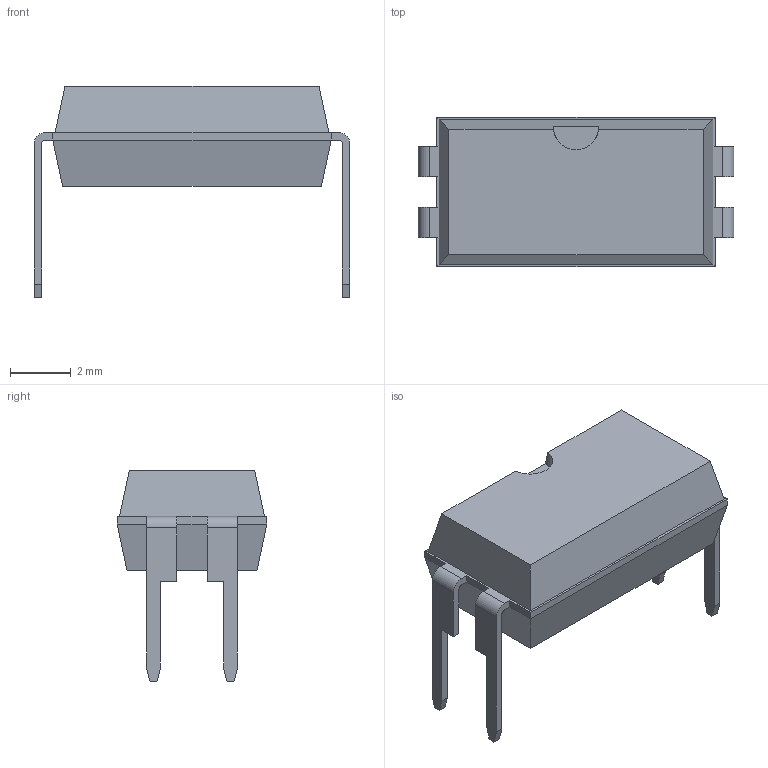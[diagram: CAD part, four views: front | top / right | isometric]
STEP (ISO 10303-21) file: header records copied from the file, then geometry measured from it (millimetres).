
FILE_DESCRIPTION(/* description */ ('model of DIP-4_W10.16mm'),/* implementation_level */ '2;1');
FILE_NAME(/* name */ 'DIP-4_W10.16mm.step',/* time_stamp */ '2017-03-07T22:38:44',/* author */ ('kicad StepUp','ksu'),/* organization */ ('FreeCAD'),/* preprocessor_version */ 'OCC',/* originating_system */ 'kicad StepUp',/* authorisation */ '');
FILE_SCHEMA(('AUTOMOTIVE_DESIGN_CC2 { 1 2 10303 214 -1 1 5 4 }'));
Length unit declared in the file: millimetre
Products named in the file (1): DIP-4_W10.16mm
Bounding box: 10.41 x 4.93 x 6.98 mm (x, y, z)
Volume: 136.2 mm3; surface area: 206 mm2
Topology: 1 solids, 1 shells, 80 faces, 208 edges, 130 vertices
Faces by surface type: plane 55, bspline 16, cylinder 9
Entity records: 3235 total; most frequent: CARTESIAN_POINT 783, ORIENTED_EDGE 416, DIRECTION 339, EDGE_CURVE 208, LINE 169, VECTOR 169, VERTEX_POINT 130, AXIS2_PLACEMENT_3D 85
